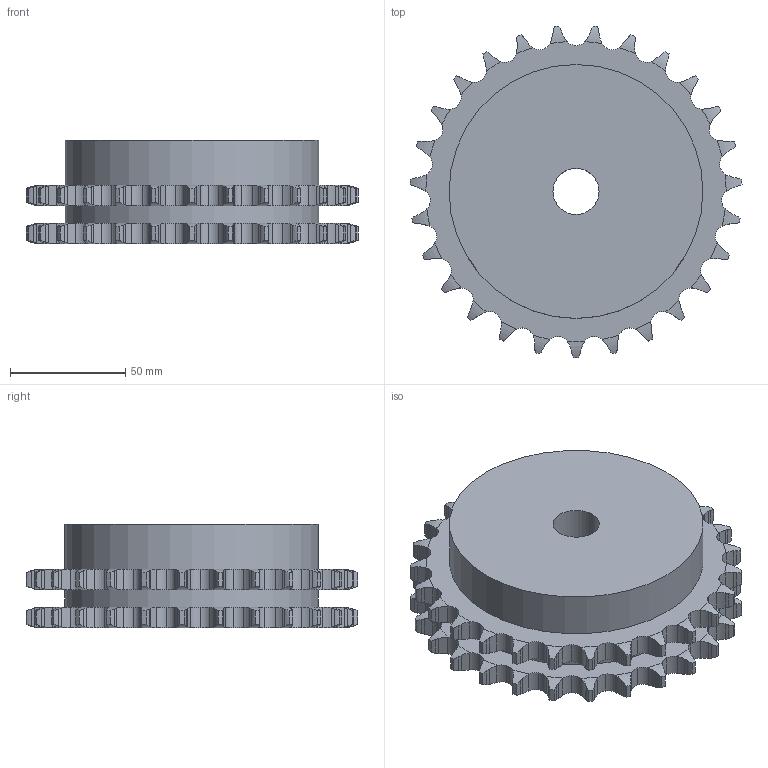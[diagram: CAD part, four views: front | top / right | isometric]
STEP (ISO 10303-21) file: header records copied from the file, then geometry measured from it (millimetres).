
FILE_DESCRIPTION(('FreeCAD Model'),'2;1');
FILE_NAME('Open CASCADE Shape Model','2021-08-01T08:56:22',('FreeCAD'),( 'FreeCAD'),'Open CASCADE STEP processor 7.4','FreeCAD','Unknown');
FILE_SCHEMA(('AUTOMOTIVE_DESIGN { 1 0 10303 214 1 1 1 1 }'));
Products named in the file (1): Open CASCADE STEP translator 7.4 20
Bounding box: 143.85 x 143.62 x 45 mm (x, y, z)
Volume: 491012.8 mm3; surface area: 59468.5 mm2
Topology: 1 solids, 1 shells, 603 faces, 1792 edges, 1195 vertices
Faces by surface type: cylinder 381, plane 114, torus 108
Full cylindrical faces by diameter (mm): 20 x1, 110 x2
Entity records: 54290 total; most frequent: CARTESIAN_POINT 23861, DIRECTION 4186, ORIENTED_EDGE 3584, PCURVE 3584, DEFINITIONAL_REPRESENTATION 3584, B_SPLINE_CURVE_WITH_KNOTS 2592, LINE 2013, VECTOR 2013
